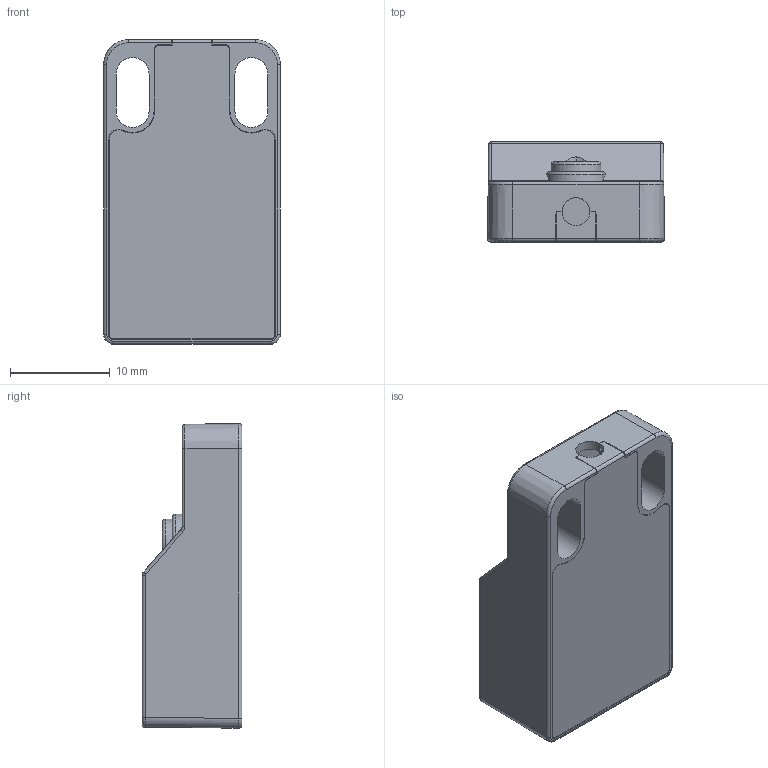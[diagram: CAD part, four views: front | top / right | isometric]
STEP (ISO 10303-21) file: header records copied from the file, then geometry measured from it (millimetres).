
FILE_DESCRIPTION((''),'2;1');
FILE_NAME('EB-W5MC1','2020-07-19T',('admin'),(''),'PRO/ENGINEER BY PARAMETRIC TECHNOLOGY CORPORATION, 2008380','PRO/ENGINEER BY PARAMETRIC TECHNOLOGY CORPORATION, 2008380','');
FILE_SCHEMA(('CONFIG_CONTROL_DESIGN'));
Length unit declared in the file: millimetre
Products named in the file (1): EB-W5MC1
Bounding box: 17.69 x 10 x 30.49 mm (x, y, z)
Volume: 417 mm3; surface area: 3597.4 mm2
Topology: 1 solids, 2 shells, 205 faces, 572 edges, 378 vertices
Faces by surface type: plane 99, cylinder 73, cone 15, torus 10, bspline 8
Entity records: 7216 total; most frequent: CARTESIAN_POINT 1896, ORIENTED_EDGE 1144, DIRECTION 1065, EDGE_CURVE 572, VERTEX_POINT 378, AXIS2_PLACEMENT_3D 370, VECTOR 325, LINE 325
